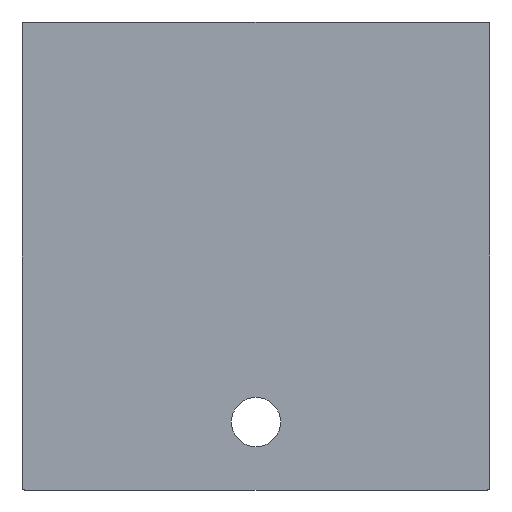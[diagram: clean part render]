
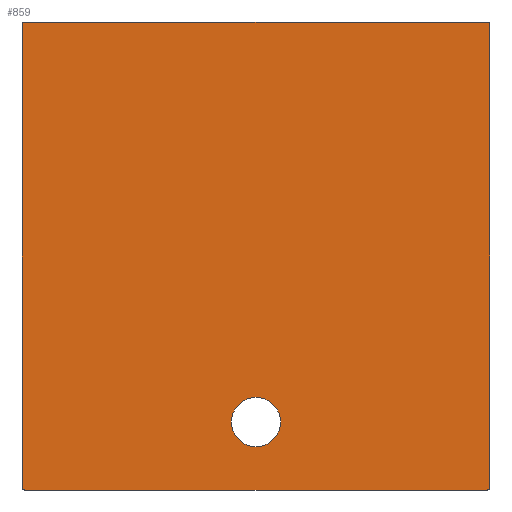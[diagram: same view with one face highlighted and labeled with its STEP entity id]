
A CAD part, front view. The second image highlights one B-rep face of the part: STEP entity #859.
In plain terms, the highlighted planar face has unit normal (0, -1, 0).
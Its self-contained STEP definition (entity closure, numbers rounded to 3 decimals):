
#41 = LINE ( 'NONE', #1697, #395 ) ;
#43 = CARTESIAN_POINT ( 'NONE',  ( 445.911, -26., 450.908 ) ) ;
#76 = ORIENTED_EDGE ( 'NONE', *, *, #1428, .T. ) ;
#94 = CARTESIAN_POINT ( 'NONE',  ( 0., -26., -367.5 ) ) ;
#107 = DIRECTION ( 'NONE',  ( -1., 0., 0. ) ) ;
#118 = DIRECTION ( 'NONE',  ( 0., 0., -1. ) ) ;
#124 = ORIENTED_EDGE ( 'NONE', *, *, #739, .T. ) ;
#131 = CARTESIAN_POINT ( 'NONE',  ( 0., -26., -320. ) ) ;
#145 = EDGE_LOOP ( 'NONE', ( #826, #76 ) ) ;
#167 = CARTESIAN_POINT ( 'NONE',  ( 445.911, -26., 450.908 ) ) ;
#177 = CARTESIAN_POINT ( 'NONE',  ( 0., -26., 450.908 ) ) ;
#196 = PLANE ( 'NONE',  #643 ) ;
#201 = DIRECTION ( 'NONE',  ( 0., 1., 0. ) ) ;
#267 = ORIENTED_EDGE ( 'NONE', *, *, #313, .T. ) ;
#278 = VECTOR ( 'NONE', #618, 1000. ) ;
#280 = AXIS2_PLACEMENT_3D ( 'NONE', #653, #201, #1353 ) ;
#282 =( BOUNDED_CURVE ( )  B_SPLINE_CURVE ( 3, ( #1470, #757, #1033, #43 ),
 .UNSPECIFIED., .F., .F. ) 
 B_SPLINE_CURVE_WITH_KNOTS ( ( 4, 4 ),
 ( 2.357, 3.926 ),
 .UNSPECIFIED. ) 
 CURVE ( )  GEOMETRIC_REPRESENTATION_ITEM ( )  RATIONAL_B_SPLINE_CURVE ( ( 1., 0.805, 0.805, 1. ) ) 
 REPRESENTATION_ITEM ( '' )  );
#297 =( BOUNDED_CURVE ( )  B_SPLINE_CURVE ( 3, ( #1048, #923, #682, #949 ),
 .UNSPECIFIED., .F., .F. ) 
 B_SPLINE_CURVE_WITH_KNOTS ( ( 4, 4 ),
 ( 2.357, 3.926 ),
 .UNSPECIFIED. ) 
 CURVE ( )  GEOMETRIC_REPRESENTATION_ITEM ( )  RATIONAL_B_SPLINE_CURVE ( ( 1., 0.805, 0.805, 1. ) ) 
 REPRESENTATION_ITEM ( '' )  );
#312 = LINE ( 'NONE', #1225, #1568 ) ;
#313 = EDGE_CURVE ( 'NONE', #1614, #1686, #297, .T. ) ;
#335 = DIRECTION ( 'NONE',  ( 0., 1., 0. ) ) ;
#352 = EDGE_CURVE ( 'NONE', #831, #369, #282, .T. ) ;
#361 = LINE ( 'NONE', #177, #278 ) ;
#369 = VERTEX_POINT ( 'NONE', #167 ) ;
#386 = DIRECTION ( 'NONE',  ( 0., 0., 1. ) ) ;
#395 = VECTOR ( 'NONE', #386, 1000. ) ;
#399 = CARTESIAN_POINT ( 'NONE',  ( 450.908, -26., -445.911 ) ) ;
#401 =( BOUNDED_CURVE ( )  B_SPLINE_CURVE ( 3, ( #515, #1833, #1673, #965 ),
 .UNSPECIFIED., .F., .F. ) 
 B_SPLINE_CURVE_WITH_KNOTS ( ( 4, 4 ),
 ( 2.357, 3.926 ),
 .UNSPECIFIED. ) 
 CURVE ( )  GEOMETRIC_REPRESENTATION_ITEM ( )  RATIONAL_B_SPLINE_CURVE ( ( 1., 0.805, 0.805, 1. ) ) 
 REPRESENTATION_ITEM ( '' )  );
#406 = VERTEX_POINT ( 'NONE', #742 ) ;
#435 = VERTEX_POINT ( 'NONE', #1622 ) ;
#457 = ORIENTED_EDGE ( 'NONE', *, *, #1409, .F. ) ;
#515 = CARTESIAN_POINT ( 'NONE',  ( -450.908, -26., -445.911 ) ) ;
#531 = VERTEX_POINT ( 'NONE', #575 ) ;
#565 = CARTESIAN_POINT ( 'NONE',  ( -450.908, -26., 445.911 ) ) ;
#567 = AXIS2_PLACEMENT_3D ( 'NONE', #131, #1302, #724 ) ;
#575 = CARTESIAN_POINT ( 'NONE',  ( -445.911, -26., -450.908 ) ) ;
#618 = DIRECTION ( 'NONE',  ( 1., 0., 0. ) ) ;
#630 = CIRCLE ( 'NONE', #567, 47.5 ) ;
#643 = AXIS2_PLACEMENT_3D ( 'NONE', #914, #335, #906 ) ;
#653 = CARTESIAN_POINT ( 'NONE',  ( 0., -26., -320. ) ) ;
#682 = CARTESIAN_POINT ( 'NONE',  ( -450.908, -26., 448.839 ) ) ;
#711 = ORIENTED_EDGE ( 'NONE', *, *, #352, .T. ) ;
#714 = CARTESIAN_POINT ( 'NONE',  ( -445.911, -26., 450.908 ) ) ;
#724 = DIRECTION ( 'NONE',  ( 0., 0., 1. ) ) ;
#738 = CIRCLE ( 'NONE', #280, 47.5 ) ;
#739 = EDGE_CURVE ( 'NONE', #406, #1363, #1827, .T. ) ;
#742 = CARTESIAN_POINT ( 'NONE',  ( 445.911, -26., -450.908 ) ) ;
#757 = CARTESIAN_POINT ( 'NONE',  ( 450.908, -26., 448.839 ) ) ;
#804 = ORIENTED_EDGE ( 'NONE', *, *, #1235, .F. ) ;
#822 = CARTESIAN_POINT ( 'NONE',  ( 448.839, -26., -450.908 ) ) ;
#826 = ORIENTED_EDGE ( 'NONE', *, *, #1658, .T. ) ;
#831 = VERTEX_POINT ( 'NONE', #1856 ) ;
#834 = EDGE_CURVE ( 'NONE', #406, #531, #1084, .T. ) ;
#859 = ADVANCED_FACE ( 'NONE', ( #994, #1683 ), #196, .F. ) ;
#906 = DIRECTION ( 'NONE',  ( 0., 0., 1. ) ) ;
#908 = VERTEX_POINT ( 'NONE', #1796 ) ;
#914 = CARTESIAN_POINT ( 'NONE',  ( 0., -26., 0. ) ) ;
#923 = CARTESIAN_POINT ( 'NONE',  ( -448.839, -26., 450.908 ) ) ;
#947 = CARTESIAN_POINT ( 'NONE',  ( 445.911, -26., -450.908 ) ) ;
#949 = CARTESIAN_POINT ( 'NONE',  ( -450.908, -26., 445.911 ) ) ;
#965 = CARTESIAN_POINT ( 'NONE',  ( -445.911, -26., -450.908 ) ) ;
#994 = FACE_BOUND ( 'NONE', #145, .T. ) ;
#1033 = CARTESIAN_POINT ( 'NONE',  ( 448.839, -26., 450.908 ) ) ;
#1048 = CARTESIAN_POINT ( 'NONE',  ( -445.911, -26., 450.908 ) ) ;
#1084 = LINE ( 'NONE', #1707, #1790 ) ;
#1114 = ORIENTED_EDGE ( 'NONE', *, *, #1567, .F. ) ;
#1172 = VERTEX_POINT ( 'NONE', #94 ) ;
#1203 = EDGE_CURVE ( 'NONE', #435, #531, #401, .T. ) ;
#1225 = CARTESIAN_POINT ( 'NONE',  ( 450.908, -26., 0. ) ) ;
#1235 = EDGE_CURVE ( 'NONE', #435, #1686, #41, .T. ) ;
#1282 = ORIENTED_EDGE ( 'NONE', *, *, #1203, .T. ) ;
#1302 = DIRECTION ( 'NONE',  ( 0., 1., 0. ) ) ;
#1353 = DIRECTION ( 'NONE',  ( 0., 0., 1. ) ) ;
#1363 = VERTEX_POINT ( 'NONE', #1776 ) ;
#1409 = EDGE_CURVE ( 'NONE', #1614, #369, #361, .T. ) ;
#1428 = EDGE_CURVE ( 'NONE', #1172, #908, #738, .T. ) ;
#1470 = CARTESIAN_POINT ( 'NONE',  ( 450.908, -26., 445.911 ) ) ;
#1559 = CARTESIAN_POINT ( 'NONE',  ( 450.908, -26., -448.839 ) ) ;
#1567 = EDGE_CURVE ( 'NONE', #831, #1363, #312, .T. ) ;
#1568 = VECTOR ( 'NONE', #118, 1000. ) ;
#1594 = EDGE_LOOP ( 'NONE', ( #1850, #124, #1114, #711, #457, #267, #804, #1282 ) ) ;
#1614 = VERTEX_POINT ( 'NONE', #714 ) ;
#1622 = CARTESIAN_POINT ( 'NONE',  ( -450.908, -26., -445.911 ) ) ;
#1658 = EDGE_CURVE ( 'NONE', #908, #1172, #630, .T. ) ;
#1673 = CARTESIAN_POINT ( 'NONE',  ( -448.839, -26., -450.908 ) ) ;
#1683 = FACE_OUTER_BOUND ( 'NONE', #1594, .T. ) ;
#1686 = VERTEX_POINT ( 'NONE', #565 ) ;
#1697 = CARTESIAN_POINT ( 'NONE',  ( -450.908, -26., 0. ) ) ;
#1707 = CARTESIAN_POINT ( 'NONE',  ( 0., -26., -450.908 ) ) ;
#1776 = CARTESIAN_POINT ( 'NONE',  ( 450.908, -26., -445.911 ) ) ;
#1790 = VECTOR ( 'NONE', #107, 1000. ) ;
#1796 = CARTESIAN_POINT ( 'NONE',  ( 0., -26., -272.5 ) ) ;
#1827 =( BOUNDED_CURVE ( )  B_SPLINE_CURVE ( 3, ( #947, #822, #1559, #399 ),
 .UNSPECIFIED., .F., .T. ) 
 B_SPLINE_CURVE_WITH_KNOTS ( ( 4, 4 ),
 ( 2.357, 3.926 ),
 .UNSPECIFIED. ) 
 CURVE ( )  GEOMETRIC_REPRESENTATION_ITEM ( )  RATIONAL_B_SPLINE_CURVE ( ( 1., 0.805, 0.805, 1. ) ) 
 REPRESENTATION_ITEM ( '' )  );
#1833 = CARTESIAN_POINT ( 'NONE',  ( -450.908, -26., -448.839 ) ) ;
#1850 = ORIENTED_EDGE ( 'NONE', *, *, #834, .F. ) ;
#1856 = CARTESIAN_POINT ( 'NONE',  ( 450.908, -26., 445.911 ) ) ;
